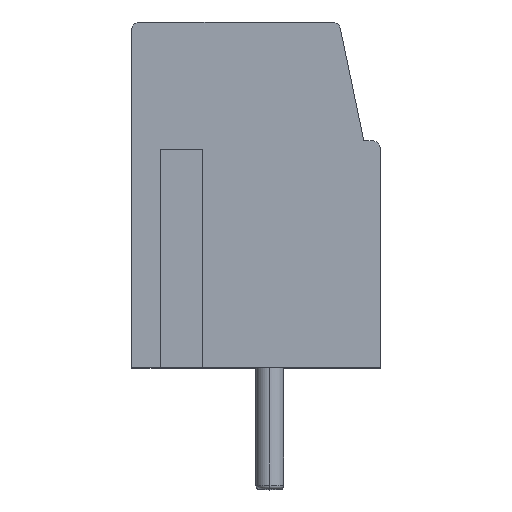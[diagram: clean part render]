
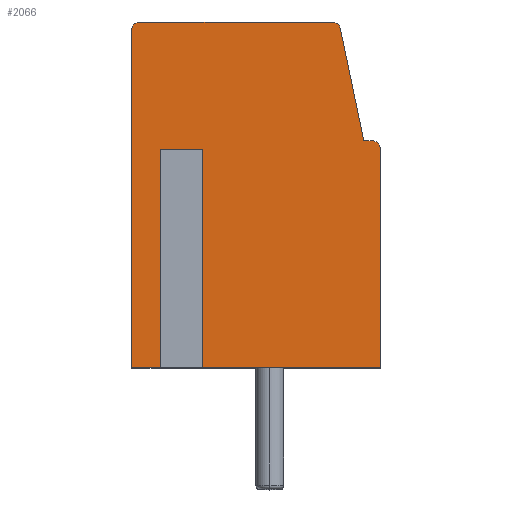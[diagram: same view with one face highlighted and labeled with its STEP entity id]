
A CAD part, top view. The second image highlights one B-rep face of the part: STEP entity #2066.
In plain terms, the highlighted planar face has unit normal (0, 0, 1).
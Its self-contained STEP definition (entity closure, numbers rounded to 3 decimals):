
#20 = DIRECTION ( 'NONE',  ( 0.205, -0.979, 0. ) ) ;
#90 = CARTESIAN_POINT ( 'NONE',  ( 9., 8.2, 22.5 ) ) ;
#109 = DIRECTION ( 'NONE',  ( -1., 0., 0. ) ) ;
#111 = EDGE_CURVE ( 'NONE', #2946, #2537, #769, .T. ) ;
#135 = ORIENTED_EDGE ( 'NONE', *, *, #3066, .T. ) ;
#170 = DIRECTION ( 'NONE',  ( -1., 0., 0. ) ) ;
#189 = EDGE_LOOP ( 'NONE', ( #2167, #4201, #641, #135, #3128, #1369, #4724, #935, #827, #2094, #4868, #4791, #803 ) ) ;
#218 = DIRECTION ( 'NONE',  ( 0., -1., 0. ) ) ;
#261 = EDGE_CURVE ( 'NONE', #2537, #1016, #560, .T. ) ;
#324 = EDGE_CURVE ( 'NONE', #4045, #1016, #2987, .T. ) ;
#421 = PLANE ( 'NONE',  #2832 ) ;
#467 = CARTESIAN_POINT ( 'NONE',  ( 0.3, 12.5, 22.5 ) ) ;
#483 = EDGE_CURVE ( 'NONE', #3432, #4552, #4072, .T. ) ;
#544 = DIRECTION ( 'NONE',  ( 0., 0., 1. ) ) ;
#560 = LINE ( 'NONE', #2787, #4453 ) ;
#641 = ORIENTED_EDGE ( 'NONE', *, *, #111, .F. ) ;
#680 = CARTESIAN_POINT ( 'NONE',  ( 8.7, 7.9, 22.5 ) ) ;
#739 = DIRECTION ( 'NONE',  ( 0., -1., 0. ) ) ;
#743 = CARTESIAN_POINT ( 'NONE',  ( 7.256, 12.5, 22.5 ) ) ;
#769 = LINE ( 'NONE', #4117, #3679 ) ;
#803 = ORIENTED_EDGE ( 'NONE', *, *, #4280, .F. ) ;
#827 = ORIENTED_EDGE ( 'NONE', *, *, #483, .T. ) ;
#860 = LINE ( 'NONE', #2157, #2382 ) ;
#935 = ORIENTED_EDGE ( 'NONE', *, *, #3338, .F. ) ;
#1016 = VERTEX_POINT ( 'NONE', #4275 ) ;
#1036 = VECTOR ( 'NONE', #218, 1000. ) ;
#1058 = EDGE_CURVE ( 'NONE', #4754, #3093, #1072, .T. ) ;
#1072 = LINE ( 'NONE', #1812, #2184 ) ;
#1090 = CARTESIAN_POINT ( 'NONE',  ( 1.45, 7.9, 22.5 ) ) ;
#1158 = VECTOR ( 'NONE', #3785, 1000. ) ;
#1288 = CARTESIAN_POINT ( 'NONE',  ( 7.55, 12.261, 22.5 ) ) ;
#1324 = DIRECTION ( 'NONE',  ( -1., 0., 0. ) ) ;
#1369 = ORIENTED_EDGE ( 'NONE', *, *, #1501, .F. ) ;
#1371 = VERTEX_POINT ( 'NONE', #1807 ) ;
#1390 = VERTEX_POINT ( 'NONE', #2872 ) ;
#1501 = EDGE_CURVE ( 'NONE', #3904, #4754, #3081, .T. ) ;
#1697 = DIRECTION ( 'NONE',  ( -1., 0., 0. ) ) ;
#1763 = EDGE_CURVE ( 'NONE', #3904, #2676, #4011, .T. ) ;
#1783 = DIRECTION ( 'NONE',  ( 0., 1., 0. ) ) ;
#1807 = CARTESIAN_POINT ( 'NONE',  ( 0., 0., 22.5 ) ) ;
#1812 = CARTESIAN_POINT ( 'NONE',  ( 9., 8.2, 22.5 ) ) ;
#1855 = FACE_OUTER_BOUND ( 'NONE', #189, .T. ) ;
#1909 = DIRECTION ( 'NONE',  ( 0., 0., -1. ) ) ;
#1939 = AXIS2_PLACEMENT_3D ( 'NONE', #4158, #544, #1697 ) ;
#1984 = LINE ( 'NONE', #2733, #2220 ) ;
#1998 = LINE ( 'NONE', #3204, #3417 ) ;
#2066 = ADVANCED_FACE ( 'NONE', ( #1855 ), #421, .F. ) ;
#2094 = ORIENTED_EDGE ( 'NONE', *, *, #3024, .F. ) ;
#2157 = CARTESIAN_POINT ( 'NONE',  ( 0., 8.2, 22.5 ) ) ;
#2167 = ORIENTED_EDGE ( 'NONE', *, *, #324, .T. ) ;
#2178 = DIRECTION ( 'NONE',  ( 0., 0., 1. ) ) ;
#2184 = VECTOR ( 'NONE', #3332, 1000. ) ;
#2220 = VECTOR ( 'NONE', #3875, 1000. ) ;
#2382 = VECTOR ( 'NONE', #1783, 1000. ) ;
#2515 = CARTESIAN_POINT ( 'NONE',  ( 1.45, 7.9, 22.5 ) ) ;
#2537 = VERTEX_POINT ( 'NONE', #4714 ) ;
#2676 = VERTEX_POINT ( 'NONE', #743 ) ;
#2733 = CARTESIAN_POINT ( 'NONE',  ( 9., 12.5, 22.5 ) ) ;
#2782 = CIRCLE ( 'NONE', #3964, 0.3 ) ;
#2787 = CARTESIAN_POINT ( 'NONE',  ( 9., 0., 22.5 ) ) ;
#2832 = AXIS2_PLACEMENT_3D ( 'NONE', #90, #1909, #3403 ) ;
#2872 = CARTESIAN_POINT ( 'NONE',  ( 1.45, 0., 22.5 ) ) ;
#2900 = CARTESIAN_POINT ( 'NONE',  ( 8.7, 8.2, 22.5 ) ) ;
#2943 = VECTOR ( 'NONE', #1324, 1000. ) ;
#2946 = VERTEX_POINT ( 'NONE', #4641 ) ;
#2969 = CARTESIAN_POINT ( 'NONE',  ( 7.256, 12.2, 22.5 ) ) ;
#2987 = LINE ( 'NONE', #3365, #1158 ) ;
#3024 = EDGE_CURVE ( 'NONE', #1371, #4552, #860, .T. ) ;
#3055 = CARTESIAN_POINT ( 'NONE',  ( 8.425, 8.08, 22.5 ) ) ;
#3066 = EDGE_CURVE ( 'NONE', #2946, #3093, #2782, .T. ) ;
#3068 = VECTOR ( 'NONE', #20, 1000. ) ;
#3081 = LINE ( 'NONE', #3055, #3068 ) ;
#3093 = VERTEX_POINT ( 'NONE', #2900 ) ;
#3128 = ORIENTED_EDGE ( 'NONE', *, *, #1058, .F. ) ;
#3204 = CARTESIAN_POINT ( 'NONE',  ( 2.15, 7.9, 22.5 ) ) ;
#3221 = CARTESIAN_POINT ( 'NONE',  ( 9., 0., 22.5 ) ) ;
#3332 = DIRECTION ( 'NONE',  ( 1., 0., 0. ) ) ;
#3338 = EDGE_CURVE ( 'NONE', #3432, #2676, #1984, .T. ) ;
#3365 = CARTESIAN_POINT ( 'NONE',  ( 2.15, 7.9, 22.5 ) ) ;
#3403 = DIRECTION ( 'NONE',  ( -1., 0., 0. ) ) ;
#3417 = VECTOR ( 'NONE', #109, 1000. ) ;
#3432 = VERTEX_POINT ( 'NONE', #467 ) ;
#3510 = EDGE_CURVE ( 'NONE', #3565, #1390, #3943, .T. ) ;
#3565 = VERTEX_POINT ( 'NONE', #1090 ) ;
#3679 = VECTOR ( 'NONE', #739, 1000. ) ;
#3701 = DIRECTION ( 'NONE',  ( -1., 0., 0. ) ) ;
#3718 = EDGE_CURVE ( 'NONE', #1390, #1371, #4693, .T. ) ;
#3785 = DIRECTION ( 'NONE',  ( 0., -1., 0. ) ) ;
#3875 = DIRECTION ( 'NONE',  ( 1., 0., 0. ) ) ;
#3904 = VERTEX_POINT ( 'NONE', #1288 ) ;
#3943 = LINE ( 'NONE', #2515, #1036 ) ;
#3964 = AXIS2_PLACEMENT_3D ( 'NONE', #680, #2178, #3701 ) ;
#4011 = CIRCLE ( 'NONE', #4556, 0.3 ) ;
#4045 = VERTEX_POINT ( 'NONE', #4366 ) ;
#4072 = CIRCLE ( 'NONE', #1939, 0.3 ) ;
#4117 = CARTESIAN_POINT ( 'NONE',  ( 9., 8.2, 22.5 ) ) ;
#4158 = CARTESIAN_POINT ( 'NONE',  ( 0.3, 12.2, 22.5 ) ) ;
#4201 = ORIENTED_EDGE ( 'NONE', *, *, #261, .F. ) ;
#4275 = CARTESIAN_POINT ( 'NONE',  ( 2.15, 0., 22.5 ) ) ;
#4280 = EDGE_CURVE ( 'NONE', #4045, #3565, #1998, .T. ) ;
#4294 = CARTESIAN_POINT ( 'NONE',  ( 0., 12.2, 22.5 ) ) ;
#4366 = CARTESIAN_POINT ( 'NONE',  ( 2.15, 7.9, 22.5 ) ) ;
#4409 = DIRECTION ( 'NONE',  ( -1., 0., 0. ) ) ;
#4453 = VECTOR ( 'NONE', #170, 1000. ) ;
#4552 = VERTEX_POINT ( 'NONE', #4294 ) ;
#4556 = AXIS2_PLACEMENT_3D ( 'NONE', #2969, #4828, #4409 ) ;
#4641 = CARTESIAN_POINT ( 'NONE',  ( 9., 7.9, 22.5 ) ) ;
#4693 = LINE ( 'NONE', #3221, #2943 ) ;
#4714 = CARTESIAN_POINT ( 'NONE',  ( 9., 0., 22.5 ) ) ;
#4724 = ORIENTED_EDGE ( 'NONE', *, *, #1763, .T. ) ;
#4754 = VERTEX_POINT ( 'NONE', #4816 ) ;
#4791 = ORIENTED_EDGE ( 'NONE', *, *, #3510, .F. ) ;
#4816 = CARTESIAN_POINT ( 'NONE',  ( 8.4, 8.2, 22.5 ) ) ;
#4828 = DIRECTION ( 'NONE',  ( 0., 0., 1. ) ) ;
#4868 = ORIENTED_EDGE ( 'NONE', *, *, #3718, .F. ) ;
